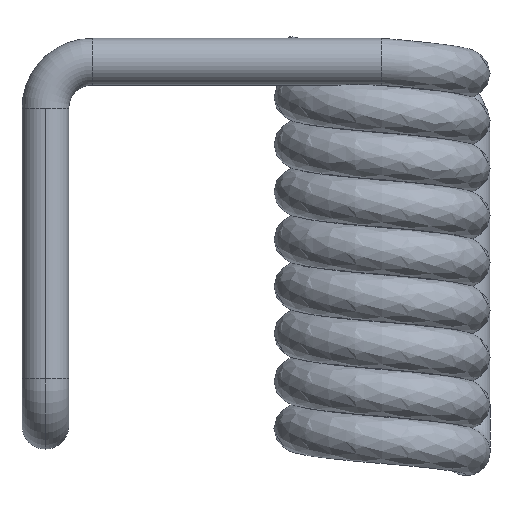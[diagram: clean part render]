
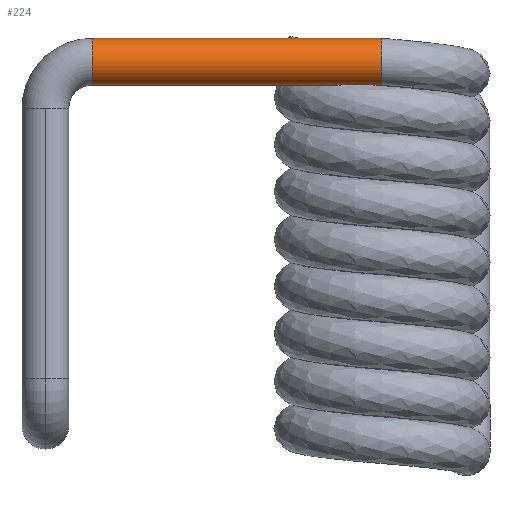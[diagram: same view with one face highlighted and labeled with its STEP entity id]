
A CAD part, left-side view. The second image highlights one B-rep face of the part: STEP entity #224.
In plain terms, the highlighted cylindrical face has radius 0.5 mm (diameter 1 mm), a partial arc.
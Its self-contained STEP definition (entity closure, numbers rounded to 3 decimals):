
#20 = EDGE_LOOP ( 'NONE', ( #1884, #1679, #2271, #2465, #1701, #482 ) ) ;
#35 = CARTESIAN_POINT ( 'NONE',  ( -1.89, 0.419, -0.494 ) ) ;
#86 = AXIS2_PLACEMENT_3D ( 'NONE', #2594, #1998, #2417 ) ;
#156 = CARTESIAN_POINT ( 'NONE',  ( -1.841, 0.18, -0.499 ) ) ;
#195 = VERTEX_POINT ( 'NONE', #2078 ) ;
#224 = ADVANCED_FACE ( 'NONE', ( #859 ), #1072, .T. ) ;
#241 = CARTESIAN_POINT ( 'NONE',  ( -1.81, 0.988, -0.5 ) ) ;
#251 = CARTESIAN_POINT ( 'NONE',  ( -1.861, 0.852, -0.5 ) ) ;
#264 = CARTESIAN_POINT ( 'NONE',  ( -1.877, 0.312, -0.496 ) ) ;
#308 = DIRECTION ( 'NONE',  ( 0., 1., 0. ) ) ;
#362 = EDGE_CURVE ( 'NONE', #195, #1431, #388, .T. ) ;
#388 = CIRCLE ( 'NONE', #2315, 0.5 ) ;
#467 = LINE ( 'NONE', #1269, #2153 ) ;
#482 = ORIENTED_EDGE ( 'NONE', *, *, #1305, .F. ) ;
#634 = AXIS2_PLACEMENT_3D ( 'NONE', #1882, #1235, #2449 ) ;
#651 = CARTESIAN_POINT ( 'NONE',  ( -1.81, 0., 0.5 ) ) ;
#685 = LINE ( 'NONE', #2305, #2407 ) ;
#723 = CARTESIAN_POINT ( 'NONE',  ( -1.81, 0.148, -0.5 ) ) ;
#747 = B_SPLINE_CURVE_WITH_KNOTS ( 'NONE', 3,
 ( #2177, #1176, #802, #2028, #156, #2053, #2114, #1851, #264, #35, #2256, #2301, #251, #241 ),
 .UNSPECIFIED., .F., .F.,
 ( 4, 2, 2, 2, 2, 2, 4 ),
 ( 0.001, 0.001, 0.001, 0.001, 0.001, 0.001, 0.002 ),
 .UNSPECIFIED. ) ;
#756 = VECTOR ( 'NONE', #308, 1000. ) ;
#802 = CARTESIAN_POINT ( 'NONE',  ( -1.826, 0.157, -0.5 ) ) ;
#859 = FACE_OUTER_BOUND ( 'NONE', #20, .T. ) ;
#1065 = DIRECTION ( 'NONE',  ( 0., 1., 0. ) ) ;
#1072 = CYLINDRICAL_SURFACE ( 'NONE', #634, 0.5 ) ;
#1076 = DIRECTION ( 'NONE',  ( 0., 1., 0. ) ) ;
#1082 = CARTESIAN_POINT ( 'NONE',  ( -1.81, 0., 0. ) ) ;
#1087 = EDGE_CURVE ( 'NONE', #1592, #2484, #2076, .T. ) ;
#1176 = CARTESIAN_POINT ( 'NONE',  ( -1.819, 0.15, -0.5 ) ) ;
#1235 = DIRECTION ( 'NONE',  ( 0., 1., 0. ) ) ;
#1269 = CARTESIAN_POINT ( 'NONE',  ( -1.81, 0., -0.5 ) ) ;
#1305 = EDGE_CURVE ( 'NONE', #2473, #1498, #747, .T. ) ;
#1431 = VERTEX_POINT ( 'NONE', #651 ) ;
#1445 = CARTESIAN_POINT ( 'NONE',  ( -1.81, 0.988, -0.5 ) ) ;
#1489 = DIRECTION ( 'NONE',  ( 0., 1., 0. ) ) ;
#1498 = VERTEX_POINT ( 'NONE', #1445 ) ;
#1592 = VERTEX_POINT ( 'NONE', #1635 ) ;
#1635 = CARTESIAN_POINT ( 'NONE',  ( -1.81, 6.2, -0.5 ) ) ;
#1679 = ORIENTED_EDGE ( 'NONE', *, *, #362, .T. ) ;
#1701 = ORIENTED_EDGE ( 'NONE', *, *, #2303, .F. ) ;
#1706 = CARTESIAN_POINT ( 'NONE',  ( -1.81, 0., -0.5 ) ) ;
#1851 = CARTESIAN_POINT ( 'NONE',  ( -1.871, 0.276, -0.496 ) ) ;
#1882 = CARTESIAN_POINT ( 'NONE',  ( -1.81, 0., 0. ) ) ;
#1884 = ORIENTED_EDGE ( 'NONE', *, *, #2357, .F. ) ;
#1907 = DIRECTION ( 'NONE',  ( 0., 0., 1. ) ) ;
#1998 = DIRECTION ( 'NONE',  ( 0., 1., 0. ) ) ;
#2028 = CARTESIAN_POINT ( 'NONE',  ( -1.837, 0.172, -0.499 ) ) ;
#2053 = CARTESIAN_POINT ( 'NONE',  ( -1.852, 0.205, -0.498 ) ) ;
#2076 = CIRCLE ( 'NONE', #86, 0.5 ) ;
#2078 = CARTESIAN_POINT ( 'NONE',  ( -1.81, 0., -0.5 ) ) ;
#2114 = CARTESIAN_POINT ( 'NONE',  ( -1.857, 0.223, -0.498 ) ) ;
#2117 = LINE ( 'NONE', #1706, #756 ) ;
#2129 = CARTESIAN_POINT ( 'NONE',  ( -1.81, 6.2, 0.5 ) ) ;
#2153 = VECTOR ( 'NONE', #1076, 1000. ) ;
#2177 = CARTESIAN_POINT ( 'NONE',  ( -1.81, 0.148, -0.5 ) ) ;
#2208 = EDGE_CURVE ( 'NONE', #1431, #2484, #685, .T. ) ;
#2256 = CARTESIAN_POINT ( 'NONE',  ( -1.892, 0.492, -0.493 ) ) ;
#2271 = ORIENTED_EDGE ( 'NONE', *, *, #2208, .T. ) ;
#2301 = CARTESIAN_POINT ( 'NONE',  ( -1.884, 0.71, -0.495 ) ) ;
#2303 = EDGE_CURVE ( 'NONE', #1498, #1592, #467, .T. ) ;
#2305 = CARTESIAN_POINT ( 'NONE',  ( -1.81, 0., 0.5 ) ) ;
#2315 = AXIS2_PLACEMENT_3D ( 'NONE', #1082, #1489, #1907 ) ;
#2357 = EDGE_CURVE ( 'NONE', #195, #2473, #2117, .T. ) ;
#2407 = VECTOR ( 'NONE', #1065, 1000. ) ;
#2417 = DIRECTION ( 'NONE',  ( 0., 0., 1. ) ) ;
#2449 = DIRECTION ( 'NONE',  ( 0., 0., 1. ) ) ;
#2465 = ORIENTED_EDGE ( 'NONE', *, *, #1087, .F. ) ;
#2473 = VERTEX_POINT ( 'NONE', #723 ) ;
#2484 = VERTEX_POINT ( 'NONE', #2129 ) ;
#2594 = CARTESIAN_POINT ( 'NONE',  ( -1.81, 6.2, 0. ) ) ;
